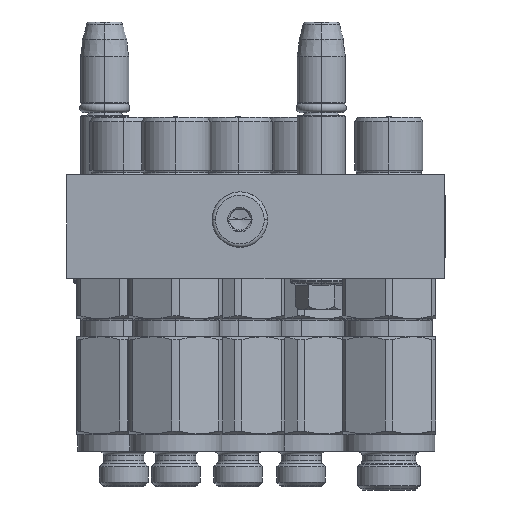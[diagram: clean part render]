
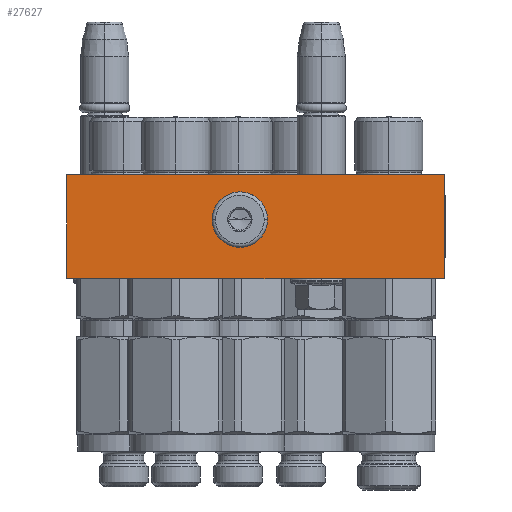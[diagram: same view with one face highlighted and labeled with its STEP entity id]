
A CAD part, front view. The second image highlights one B-rep face of the part: STEP entity #27627.
In plain terms, the highlighted face is planar.
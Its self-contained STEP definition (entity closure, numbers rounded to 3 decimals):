
#957 = CARTESIAN_POINT ( 'NONE',  ( -5.185, 18.22, -50. ) ) ;
#1033 = CARTESIAN_POINT ( 'NONE',  ( 0.686, 12.315, -50. ) ) ;
#2180 = AXIS2_PLACEMENT_3D ( 'NONE', #40390, #3997, #27601 ) ;
#3997 = DIRECTION ( 'NONE',  ( 0., 0., -1. ) ) ;
#4309 = CARTESIAN_POINT ( 'NONE',  ( -9.454, 11.319, -50. ) ) ;
#4690 = ORIENTED_EDGE ( 'NONE', *, *, #22773, .T. ) ;
#5489 = FACE_BOUND ( 'NONE', #57413, .T. ) ;
#6589 = CARTESIAN_POINT ( 'NONE',  ( 0.388, 11.16, -50. ) ) ;
#7040 = CARTESIAN_POINT ( 'NONE',  ( -9.72, 13., -50. ) ) ;
#7320 = CARTESIAN_POINT ( 'NONE',  ( 0.72, 13., -50. ) ) ;
#7565 = CARTESIAN_POINT ( 'NONE',  ( -9.586, 14.185, -50. ) ) ;
#8595 = LINE ( 'NONE', #32910, #29465 ) ;
#11267 = EDGE_CURVE ( 'NONE', #30247, #49411, #72043, .T. ) ;
#12251 = CARTESIAN_POINT ( 'NONE',  ( -7.13, 8.44, -50. ) ) ;
#12517 = ORIENTED_EDGE ( 'NONE', *, *, #36099, .F. ) ;
#12705 = CARTESIAN_POINT ( 'NONE',  ( -0.325, 9.793, -50. ) ) ;
#12786 = VECTOR ( 'NONE', #66345, 1000. ) ;
#13400 = CARTESIAN_POINT ( 'NONE',  ( -9.061, 15.629, -50. ) ) ;
#15553 = VERTEX_POINT ( 'NONE', #73373 ) ;
#17258 = EDGE_CURVE ( 'NONE', #42857, #19605, #67234, .T. ) ;
#17316 = CARTESIAN_POINT ( 'NONE',  ( -9.711, 12.656, -50. ) ) ;
#18283 = CARTESIAN_POINT ( 'NONE',  ( -1.87, 8.439, -50. ) ) ;
#19605 = VERTEX_POINT ( 'NONE', #60719 ) ;
#19796 = CARTESIAN_POINT ( 'NONE',  ( 0.711, 13.344, -50. ) ) ;
#21271 = PLANE ( 'NONE',  #2180 ) ;
#22773 = EDGE_CURVE ( 'NONE', #15553, #30247, #64158, .T. ) ;
#24826 = CARTESIAN_POINT ( 'NONE',  ( -7.13, 17.561, -50. ) ) ;
#25082 = CARTESIAN_POINT ( 'NONE',  ( 0.454, 14.681, -50. ) ) ;
#27601 = DIRECTION ( 'NONE',  ( -1., 0., 0. ) ) ;
#27627 = ADVANCED_FACE ( 'NONE', ( #5489, #54056 ), #21271, .T. ) ;
#27749 = DIRECTION ( 'NONE',  ( 0., 1., 0. ) ) ;
#29465 = VECTOR ( 'NONE', #27749, 1000. ) ;
#29519 = CARTESIAN_POINT ( 'NONE',  ( -9.72, 13., -50. ) ) ;
#30247 = VERTEX_POINT ( 'NONE', #48242 ) ;
#30505 = CARTESIAN_POINT ( 'NONE',  ( -9.72, 13., -50. ) ) ;
#30971 = CARTESIAN_POINT ( 'NONE',  ( 0.653, 13.85, -50. ) ) ;
#31044 = CARTESIAN_POINT ( 'NONE',  ( -1.293, 8.825, -50. ) ) ;
#31233 = CARTESIAN_POINT ( 'NONE',  ( 0.678, 13.683, -50. ) ) ;
#31404 = VECTOR ( 'NONE', #56914, 1000. ) ;
#32046 = CARTESIAN_POINT ( 'NONE',  ( -9.545, 14.353, -50. ) ) ;
#32910 = CARTESIAN_POINT ( 'NONE',  ( -54.5, 0., -50. ) ) ;
#33333 = LINE ( 'NONE', #39053, #31404 ) ;
#34891 = CARTESIAN_POINT ( 'NONE',  ( -9.72, 12.827, -50. ) ) ;
#35014 = ORIENTED_EDGE ( 'NONE', *, *, #78241, .F. ) ;
#35051 = ORIENTED_EDGE ( 'NONE', *, *, #76475, .T. ) ;
#36099 = EDGE_CURVE ( 'NONE', #42857, #53402, #33333, .T. ) ;
#36380 = CARTESIAN_POINT ( 'NONE',  ( -4.5, 7.78, -50. ) ) ;
#37352 = CARTESIAN_POINT ( 'NONE',  ( -1.87, 17.56, -50. ) ) ;
#37872 = CARTESIAN_POINT ( 'NONE',  ( -7.707, 17.175, -50. ) ) ;
#39053 = CARTESIAN_POINT ( 'NONE',  ( 54.5, 0., -50. ) ) ;
#40390 = CARTESIAN_POINT ( 'NONE',  ( 54.5, 0., -50. ) ) ;
#40708 = CARTESIAN_POINT ( 'NONE',  ( -9.553, 11.646, -50. ) ) ;
#41079 = CARTESIAN_POINT ( 'NONE',  ( 54.5, 30., -50. ) ) ;
#42278 = LINE ( 'NONE', #41079, #12786 ) ;
#42470 = CARTESIAN_POINT ( 'NONE',  ( -3.135, 7.916, -50. ) ) ;
#42857 = VERTEX_POINT ( 'NONE', #77939 ) ;
#42987 = CARTESIAN_POINT ( 'NONE',  ( -3.815, 7.78, -50. ) ) ;
#43057 = CARTESIAN_POINT ( 'NONE',  ( -7.707, 8.825, -50. ) ) ;
#43174 = CARTESIAN_POINT ( 'NONE',  ( 0.061, 15.63, -50. ) ) ;
#43440 = CARTESIAN_POINT ( 'NONE',  ( -5.865, 18.084, -50. ) ) ;
#48242 = CARTESIAN_POINT ( 'NONE',  ( 0.72, 13., -50. ) ) ;
#48873 = CARTESIAN_POINT ( 'NONE',  ( 0.545, 11.647, -50. ) ) ;
#48940 = CARTESIAN_POINT ( 'NONE',  ( -5.865, 7.915, -50. ) ) ;
#49203 = CARTESIAN_POINT ( 'NONE',  ( -5.185, 7.78, -50. ) ) ;
#49411 = VERTEX_POINT ( 'NONE', #30505 ) ;
#49714 = DIRECTION ( 'NONE',  ( -1., 0., 0. ) ) ;
#49836 = CARTESIAN_POINT ( 'NONE',  ( -8.675, 16.207, -50. ) ) ;
#50528 = ORIENTED_EDGE ( 'NONE', *, *, #11267, .T. ) ;
#51096 = VECTOR ( 'NONE', #49714, 1000. ) ;
#51986 = ORIENTED_EDGE ( 'NONE', *, *, #17258, .T. ) ;
#53402 = VERTEX_POINT ( 'NONE', #69766 ) ;
#54056 = FACE_OUTER_BOUND ( 'NONE', #56259, .T. ) ;
#54603 = VERTEX_POINT ( 'NONE', #62375 ) ;
#55204 = CARTESIAN_POINT ( 'NONE',  ( -9.446, 14.679, -50. ) ) ;
#55457 = CARTESIAN_POINT ( 'NONE',  ( 0.72, 13.173, -50. ) ) ;
#55987 = CARTESIAN_POINT ( 'NONE',  ( -9.388, 14.84, -50. ) ) ;
#56259 = EDGE_LOOP ( 'NONE', ( #35051, #35014, #12517, #51986 ) ) ;
#56914 = DIRECTION ( 'NONE',  ( 0., 1., 0. ) ) ;
#57413 = EDGE_LOOP ( 'NONE', ( #70934, #4690, #50528 ) ) ;
#60719 = CARTESIAN_POINT ( 'NONE',  ( -54.5, 0., -50. ) ) ;
#61362 = CARTESIAN_POINT ( 'NONE',  ( 0.72, 13., -50. ) ) ;
#61864 = CARTESIAN_POINT ( 'NONE',  ( 0.719, 12.654, -50. ) ) ;
#62247 = EDGE_CURVE ( 'NONE', #49411, #15553, #63079, .T. ) ;
#62318 = CARTESIAN_POINT ( 'NONE',  ( -1.293, 17.175, -50. ) ) ;
#62375 = CARTESIAN_POINT ( 'NONE',  ( -54.5, 30., -50. ) ) ;
#63079 = B_SPLINE_CURVE_WITH_KNOTS ( 'NONE', 3,
 ( #29519, #34891, #17316, #77327, #77061, #40708, #4309, #65439, #71523, #43057, #12251, #48940, #49203, #66736 ),
 .UNSPECIFIED., .F., .F.,
 ( 4, 2, 2, 2, 2, 2, 4 ),
 ( 0., 0.031, 0.063, 0.125, 0.25, 0.375, 0.5 ),
 .UNSPECIFIED. ) ;
#64158 = B_SPLINE_CURVE_WITH_KNOTS ( 'NONE', 3,
 ( #36380, #42987, #42470, #18283, #31044, #12705, #73772, #6589, #67200, #48873, #67467, #1033, #61864, #61362 ),
 .UNSPECIFIED., .F., .F.,
 ( 4, 2, 2, 2, 2, 2, 4 ),
 ( 0.5, 0.625, 0.75, 0.875, 0.906, 0.938, 1. ),
 .UNSPECIFIED. ) ;
#65439 = CARTESIAN_POINT ( 'NONE',  ( -9.061, 10.37, -50. ) ) ;
#66345 = DIRECTION ( 'NONE',  ( -1., 0., 0. ) ) ;
#66736 = CARTESIAN_POINT ( 'NONE',  ( -4.5, 7.78, -50. ) ) ;
#67200 = CARTESIAN_POINT ( 'NONE',  ( 0.446, 11.321, -50. ) ) ;
#67234 = LINE ( 'NONE', #67535, #51096 ) ;
#67395 = CARTESIAN_POINT ( 'NONE',  ( 0.553, 14.354, -50. ) ) ;
#67467 = CARTESIAN_POINT ( 'NONE',  ( 0.586, 11.815, -50. ) ) ;
#67535 = CARTESIAN_POINT ( 'NONE',  ( 54.5, 0., -50. ) ) ;
#67649 = CARTESIAN_POINT ( 'NONE',  ( -0.325, 16.207, -50. ) ) ;
#69766 = CARTESIAN_POINT ( 'NONE',  ( 54.5, 30., -50. ) ) ;
#70934 = ORIENTED_EDGE ( 'NONE', *, *, #62247, .T. ) ;
#71523 = CARTESIAN_POINT ( 'NONE',  ( -8.675, 9.793, -50. ) ) ;
#72043 = B_SPLINE_CURVE_WITH_KNOTS ( 'NONE', 3,
 ( #7320, #55457, #19796, #31233, #30971, #67395, #25082, #43174, #67649, #62318, #37352, #74200, #73699, #957, #43440, #24826, #37872, #49836, #13400, #55987, #55204, #32046, #7565, #73445, #73951, #7040 ),
 .UNSPECIFIED., .F., .F.,
 ( 4, 2, 2, 2, 2, 2, 2, 2, 2, 2, 2, 2, 4 ),
 ( 0., 0.031, 0.062, 0.125, 0.25, 0.375, 0.5, 0.625, 0.75, 0.875, 0.906, 0.937, 1. ),
 .UNSPECIFIED. ) ;
#73373 = CARTESIAN_POINT ( 'NONE',  ( -4.5, 7.78, -50. ) ) ;
#73445 = CARTESIAN_POINT ( 'NONE',  ( -9.686, 13.685, -50. ) ) ;
#73699 = CARTESIAN_POINT ( 'NONE',  ( -3.815, 18.22, -50. ) ) ;
#73772 = CARTESIAN_POINT ( 'NONE',  ( 0.061, 10.371, -50. ) ) ;
#73951 = CARTESIAN_POINT ( 'NONE',  ( -9.719, 13.346, -50. ) ) ;
#74200 = CARTESIAN_POINT ( 'NONE',  ( -3.135, 18.085, -50. ) ) ;
#76475 = EDGE_CURVE ( 'NONE', #19605, #54603, #8595, .T. ) ;
#77061 = CARTESIAN_POINT ( 'NONE',  ( -9.653, 12.15, -50. ) ) ;
#77327 = CARTESIAN_POINT ( 'NONE',  ( -9.678, 12.317, -50. ) ) ;
#77939 = CARTESIAN_POINT ( 'NONE',  ( 54.5, 0., -50. ) ) ;
#78241 = EDGE_CURVE ( 'NONE', #53402, #54603, #42278, .T. ) ;
